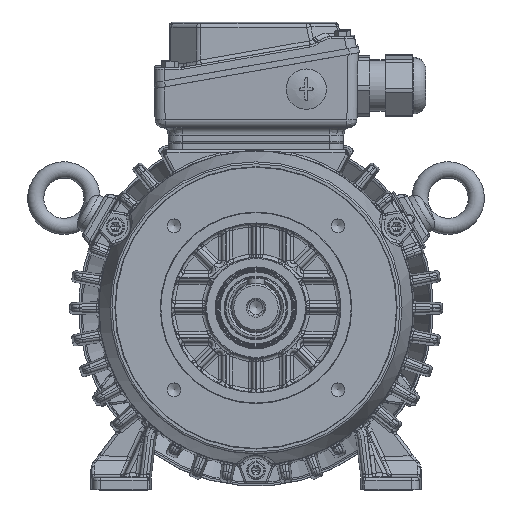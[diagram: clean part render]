
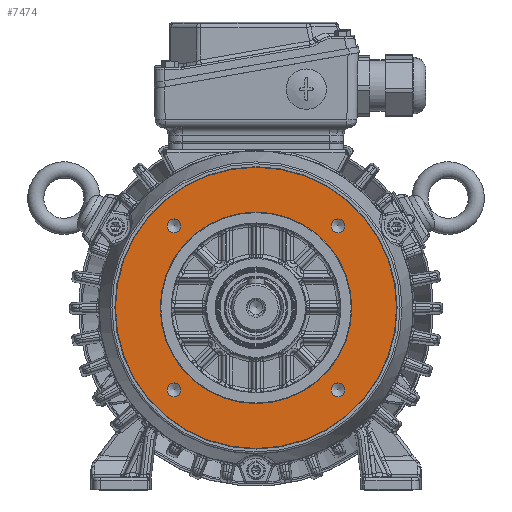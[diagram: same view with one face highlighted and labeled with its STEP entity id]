
A CAD part, top view. The second image highlights one B-rep face of the part: STEP entity #7474.
In plain terms, the highlighted planar face has unit normal (0, 0, 1).
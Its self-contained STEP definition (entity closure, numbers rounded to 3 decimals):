
#2594=FACE_BOUND('',#14041,.T.);
#2595=FACE_BOUND('',#14042,.T.);
#2596=FACE_BOUND('',#14043,.T.);
#2597=FACE_BOUND('',#14044,.T.);
#2598=FACE_BOUND('',#14045,.T.);
#2599=FACE_BOUND('',#14046,.T.);
#7474=ADVANCED_FACE('',(#2594,#2595,#2596,#2597,#2598,#2599),#10034,.T.);
#10034=PLANE('',#56315);
#14041=EDGE_LOOP('',(#24886));
#14042=EDGE_LOOP('',(#24887));
#14043=EDGE_LOOP('',(#24888));
#14044=EDGE_LOOP('',(#24889));
#14045=EDGE_LOOP('',(#24890));
#14046=EDGE_LOOP('',(#24891));
#24886=ORIENTED_EDGE('',*,*,#44595,.T.);
#24887=ORIENTED_EDGE('',*,*,#44603,.T.);
#24888=ORIENTED_EDGE('',*,*,#43503,.T.);
#24889=ORIENTED_EDGE('',*,*,#43501,.T.);
#24890=ORIENTED_EDGE('',*,*,#44647,.T.);
#24891=ORIENTED_EDGE('',*,*,#44648,.T.);
#37591=VERTEX_POINT('',#75399);
#37594=VERTEX_POINT('',#75406);
#38245=VERTEX_POINT('',#82491);
#38248=VERTEX_POINT('',#82585);
#38249=VERTEX_POINT('',#82824);
#38250=VERTEX_POINT('',#82826);
#43501=EDGE_CURVE('',#37591,#37591,#52377,.T.);
#43503=EDGE_CURVE('',#37594,#37594,#52379,.T.);
#44595=EDGE_CURVE('',#38245,#38245,#52979,.T.);
#44603=EDGE_CURVE('',#38248,#38248,#52982,.T.);
#44647=EDGE_CURVE('',#38249,#38249,#52994,.T.);
#44648=EDGE_CURVE('',#38250,#38250,#52995,.T.);
#52377=CIRCLE('',#55394,3.4);
#52379=CIRCLE('',#55398,3.4);
#52979=CIRCLE('',#56288,69.732);
#52982=CIRCLE('',#56299,47.5);
#52994=CIRCLE('',#56313,3.4);
#52995=CIRCLE('',#56314,3.4);
#55394=AXIS2_PLACEMENT_3D('',#75398,#61054,#61055);
#55398=AXIS2_PLACEMENT_3D('',#75405,#61062,#61063);
#56288=AXIS2_PLACEMENT_3D('',#82490,#63032,#63033);
#56299=AXIS2_PLACEMENT_3D('',#82584,#63054,#63055);
#56313=AXIS2_PLACEMENT_3D('',#82823,#63082,#63083);
#56314=AXIS2_PLACEMENT_3D('',#82825,#63084,#63085);
#56315=AXIS2_PLACEMENT_3D('',#82827,#63086,#63087);
#61054=DIRECTION('',(0.,0.,-1.));
#61055=DIRECTION('',(-1.,0.,0.));
#61062=DIRECTION('',(0.,0.,-1.));
#61063=DIRECTION('',(-1.,0.,0.));
#63032=DIRECTION('',(0.,0.,1.));
#63033=DIRECTION('',(1.,0.,0.));
#63054=DIRECTION('',(0.,0.,-1.));
#63055=DIRECTION('',(1.,0.,0.));
#63082=DIRECTION('',(0.,0.,-1.));
#63083=DIRECTION('',(-1.,0.,0.));
#63084=DIRECTION('',(0.,0.,-1.));
#63085=DIRECTION('',(-1.,0.,0.));
#63086=DIRECTION('',(0.,0.,1.));
#63087=DIRECTION('',(1.,0.,0.));
#75398=CARTESIAN_POINT('',(20.465,20.465,41.35));
#75399=CARTESIAN_POINT('',(17.065,20.465,41.35));
#75405=CARTESIAN_POINT('',(-60.853,20.465,41.35));
#75406=CARTESIAN_POINT('',(-64.253,20.465,41.35));
#82490=CARTESIAN_POINT('',(-20.194,-20.194,41.35));
#82491=CARTESIAN_POINT('',(49.538,-20.194,41.35));
#82584=CARTESIAN_POINT('',(-20.194,-20.194,41.35));
#82585=CARTESIAN_POINT('',(27.306,-20.194,41.35));
#82823=CARTESIAN_POINT('',(20.465,-60.853,41.35));
#82824=CARTESIAN_POINT('',(17.065,-60.853,41.35));
#82825=CARTESIAN_POINT('',(-60.853,-60.853,41.35));
#82826=CARTESIAN_POINT('',(-64.253,-60.853,41.35));
#82827=CARTESIAN_POINT('',(-20.194,-20.194,41.35));
